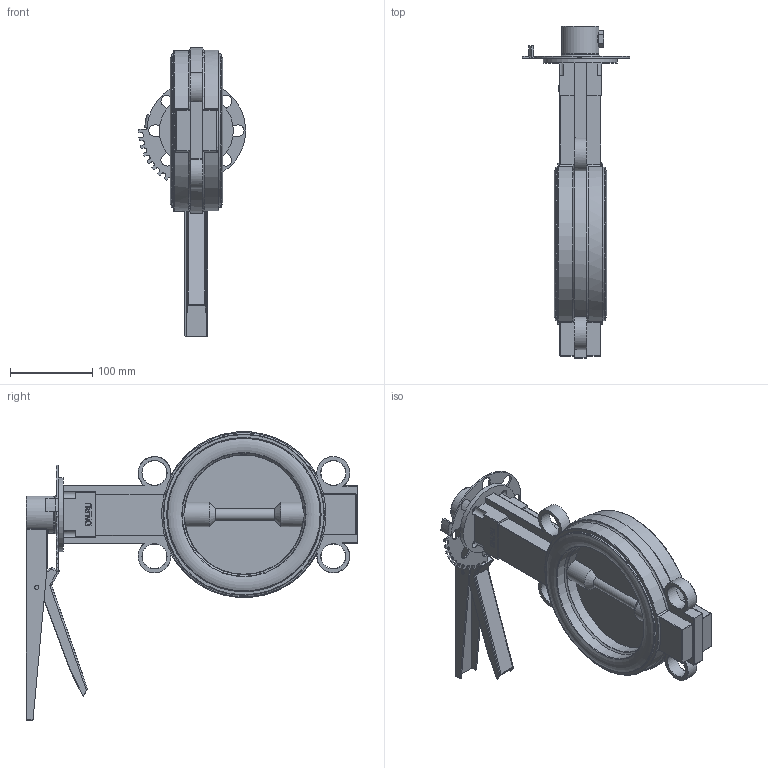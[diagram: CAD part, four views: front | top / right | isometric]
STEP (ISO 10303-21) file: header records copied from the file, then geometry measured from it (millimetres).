
FILE_DESCRIPTION(/* description */ (''),/* implementation_level */ '2;1');
FILE_NAME(/* name */ 'DN150_3D_STEP.stp',/* time_stamp */ '2023-12-26T16:46:58+03:00',/* author */ ('igorr'),/* organization */ (''),/* preprocessor_version */ 'ST-DEVELOPER v19.2',/* originating_system */ 'Autodesk Inventor 2023',/* authorisation */ '');
FILE_SCHEMA (('AUTOMOTIVE_DESIGN { 1 0 10303 214 3 1 1 }'));
Length unit declared in the file: millimetre
Products named in the file (9): Сборка2; Сборка; Деталь1; Деталь2; Сборка1; Деталь3; Деталь4; Деталь5; AS 1110 - M12 x 30
Assembly tree (8 placements, depth 3):
  Сборка2
    Сборка
      Деталь1
      Деталь2
    Сборка1
      Деталь3
      Деталь4
      Деталь5
      AS 1110 - M12 x 30
Bounding box: 130.4 x 403.83 x 350.69 mm (x, y, z)
Volume: 1568832.2 mm3; surface area: 341505.5 mm2
Topology: 6 solids, 6 shells, 529 faces, 1409 edges, 890 vertices
Faces by surface type: plane 232, cylinder 191, bspline 47, torus 36, cone 15, sphere 8
Full cylindrical faces by diameter (mm): 3 x1, 5 x5, 10 x6, 12 x1, 18 x1, 30 x3, 45 x1, 90 x1, 150 x2, 186.793 x2, 188 x2
Entity records: 18501 total; most frequent: CARTESIAN_POINT 4569, ORIENTED_EDGE 2790, DIRECTION 2695, EDGE_CURVE 1395, AXIS2_PLACEMENT_3D 961, VERTEX_POINT 890, LINE 773, VECTOR 773
